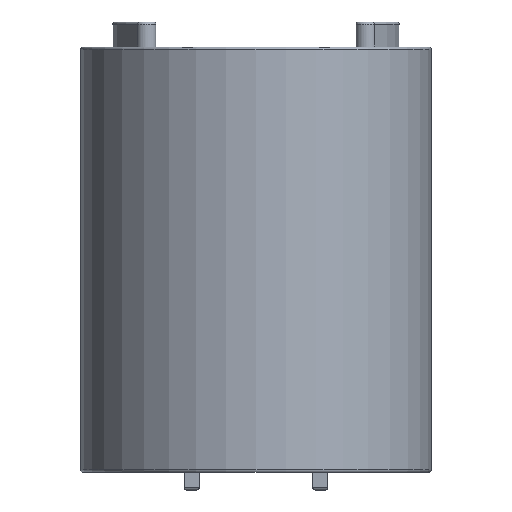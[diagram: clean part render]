
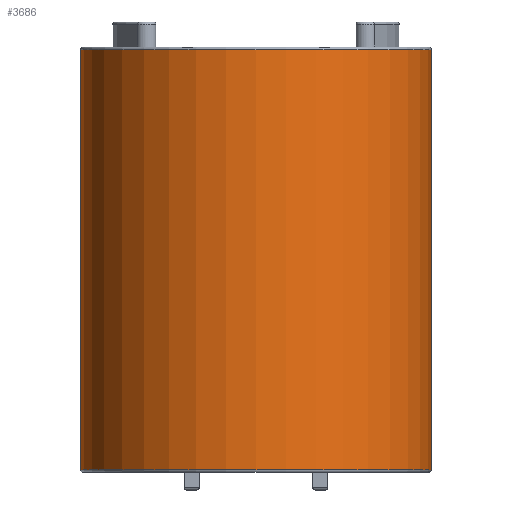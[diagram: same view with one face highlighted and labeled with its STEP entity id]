
A CAD part, front view. The second image highlights one B-rep face of the part: STEP entity #3686.
In plain terms, the highlighted cylindrical face has radius 14 mm (diameter 28 mm), a partial arc.
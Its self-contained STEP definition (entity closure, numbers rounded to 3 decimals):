
#66=B_SPLINE_CURVE_WITH_KNOTS('',3,(#5844,#5845,#5846,#5847,#5848,#5849),
 .UNSPECIFIED.,.F.,.F.,(4,1,1,4),(-0.792,-0.453,
-0.226,0.),.UNSPECIFIED.);
#68=B_SPLINE_CURVE_WITH_KNOTS('',3,(#5895,#5896,#5897,#5898,#5899,#5900),
 .UNSPECIFIED.,.F.,.F.,(4,1,1,4),(-0.792,-0.566,
-0.339,0.),.UNSPECIFIED.);
#71=B_SPLINE_CURVE_WITH_KNOTS('',3,(#5957,#5958,#5959,#5960,#5961,#5962),
 .UNSPECIFIED.,.F.,.F.,(4,1,1,4),(-0.792,-0.566,
-0.339,0.),.UNSPECIFIED.);
#73=B_SPLINE_CURVE_WITH_KNOTS('',3,(#6008,#6009,#6010,#6011,#6012,#6013),
 .UNSPECIFIED.,.F.,.F.,(4,1,1,4),(-0.792,-0.453,
-0.226,0.),.UNSPECIFIED.);
#148=CIRCLE('',#3994,14.);
#156=CIRCLE('',#4008,14.);
#159=CIRCLE('',#4016,14.);
#164=CIRCLE('',#4023,14.);
#172=CIRCLE('',#4035,14.);
#174=CIRCLE('',#4043,14.);
#459=FACE_OUTER_BOUND('',#692,.T.);
#692=EDGE_LOOP('',(#2796,#2797,#2798,#2799,#2800,#2801,#2802,#2803,#2804,
#2805,#2806,#2807,#2808,#2809,#2810,#2811));
#938=LINE('',#5716,#1252);
#942=LINE('',#5767,#1256);
#945=LINE('',#5783,#1259);
#950=LINE('',#5860,#1264);
#954=LINE('',#5973,#1268);
#956=LINE('',#6024,#1270);
#1252=VECTOR('',#4554,10.);
#1256=VECTOR('',#4590,10.);
#1259=VECTOR('',#4609,10.);
#1264=VECTOR('',#4634,10.);
#1268=VECTOR('',#4662,10.);
#1270=VECTOR('',#4674,10.);
#1583=VERTEX_POINT('',#5695);
#1585=VERTEX_POINT('',#5700);
#1589=VERTEX_POINT('',#5712);
#1592=VERTEX_POINT('',#5722);
#1595=VERTEX_POINT('',#5729);
#1596=VERTEX_POINT('',#5731);
#1604=VERTEX_POINT('',#5763);
#1607=VERTEX_POINT('',#5773);
#1609=VERTEX_POINT('',#5782);
#1613=VERTEX_POINT('',#5807);
#1615=VERTEX_POINT('',#5842);
#1617=VERTEX_POINT('',#5858);
#1619=VERTEX_POINT('',#5893);
#1624=VERTEX_POINT('',#5955);
#1626=VERTEX_POINT('',#5971);
#1628=VERTEX_POINT('',#6006);
#1954=EDGE_CURVE('',#1583,#1589,#938,.T.);
#1961=EDGE_CURVE('',#1595,#1596,#148,.T.);
#1971=EDGE_CURVE('',#1596,#1604,#942,.T.);
#1976=EDGE_CURVE('',#1604,#1607,#156,.T.);
#1979=EDGE_CURVE('',#1607,#1609,#945,.T.);
#1987=EDGE_CURVE('',#1613,#1592,#159,.T.);
#1990=EDGE_CURVE('',#1615,#1613,#66,.T.);
#1993=EDGE_CURVE('',#1617,#1615,#950,.T.);
#1996=EDGE_CURVE('',#1619,#1617,#68,.T.);
#1998=EDGE_CURVE('',#1609,#1619,#164,.T.);
#2007=EDGE_CURVE('',#1624,#1595,#71,.T.);
#2010=EDGE_CURVE('',#1626,#1624,#954,.T.);
#2013=EDGE_CURVE('',#1628,#1626,#73,.T.);
#2015=EDGE_CURVE('',#1589,#1628,#172,.T.);
#2017=EDGE_CURVE('',#1592,#1585,#956,.T.);
#2025=EDGE_CURVE('',#1585,#1583,#174,.T.);
#2796=ORIENTED_EDGE('',*,*,#1987,.F.);
#2797=ORIENTED_EDGE('',*,*,#1990,.F.);
#2798=ORIENTED_EDGE('',*,*,#1993,.F.);
#2799=ORIENTED_EDGE('',*,*,#1996,.F.);
#2800=ORIENTED_EDGE('',*,*,#1998,.F.);
#2801=ORIENTED_EDGE('',*,*,#1979,.F.);
#2802=ORIENTED_EDGE('',*,*,#1976,.F.);
#2803=ORIENTED_EDGE('',*,*,#1971,.F.);
#2804=ORIENTED_EDGE('',*,*,#1961,.F.);
#2805=ORIENTED_EDGE('',*,*,#2007,.F.);
#2806=ORIENTED_EDGE('',*,*,#2010,.F.);
#2807=ORIENTED_EDGE('',*,*,#2013,.F.);
#2808=ORIENTED_EDGE('',*,*,#2015,.F.);
#2809=ORIENTED_EDGE('',*,*,#1954,.F.);
#2810=ORIENTED_EDGE('',*,*,#2025,.F.);
#2811=ORIENTED_EDGE('',*,*,#2017,.F.);
#3550=CYLINDRICAL_SURFACE('',#4072,14.);
#3686=ADVANCED_FACE('',(#459),#3550,.T.);
#3994=AXIS2_PLACEMENT_3D('',#5732,#4570,#4571);
#4008=AXIS2_PLACEMENT_3D('',#5777,#4602,#4603);
#4016=AXIS2_PLACEMENT_3D('',#5809,#4624,#4625);
#4023=AXIS2_PLACEMENT_3D('',#5908,#4640,#4641);
#4035=AXIS2_PLACEMENT_3D('',#6021,#4668,#4669);
#4043=AXIS2_PLACEMENT_3D('',#6039,#4690,#4691);
#4072=AXIS2_PLACEMENT_3D('',#6153,#4801,#4802);
#4554=DIRECTION('',(0.,-1.,0.));
#4570=DIRECTION('center_axis',(0.,1.,0.));
#4571=DIRECTION('ref_axis',(-0.658,0.,0.753));
#4590=DIRECTION('',(0.,-1.,0.));
#4602=DIRECTION('center_axis',(0.,-1.,0.));
#4603=DIRECTION('ref_axis',(0.,0.,-1.));
#4609=DIRECTION('',(0.,1.,0.));
#4624=DIRECTION('center_axis',(0.,-1.,0.));
#4625=DIRECTION('ref_axis',(0.658,0.,0.753));
#4634=DIRECTION('',(0.,1.,0.));
#4640=DIRECTION('center_axis',(0.,1.,0.));
#4641=DIRECTION('ref_axis',(0.658,0.,0.753));
#4662=DIRECTION('',(0.,-1.,0.));
#4668=DIRECTION('center_axis',(0.,-1.,0.));
#4669=DIRECTION('ref_axis',(-0.658,0.,0.753));
#4674=DIRECTION('',(0.,1.,0.));
#4690=DIRECTION('center_axis',(0.,1.,0.));
#4691=DIRECTION('ref_axis',(0.,0.,-1.));
#4801=DIRECTION('center_axis',(0.,-1.,0.));
#4802=DIRECTION('ref_axis',(0.,0.,-1.));
#5695=CARTESIAN_POINT('',(-7.054,17.1,12.093));
#5700=CARTESIAN_POINT('',(7.054,17.1,12.093));
#5712=CARTESIAN_POINT('',(-7.054,12.,12.093));
#5716=CARTESIAN_POINT('',(-7.054,-0.7,12.093));
#5722=CARTESIAN_POINT('',(7.054,12.,12.093));
#5729=CARTESIAN_POINT('',(-11.029,-11.4,8.623));
#5731=CARTESIAN_POINT('',(-7.054,-11.4,12.093));
#5732=CARTESIAN_POINT('Origin',(0.,-11.4,0.));
#5763=CARTESIAN_POINT('',(-7.054,-16.5,12.093));
#5767=CARTESIAN_POINT('',(-7.054,-0.7,12.093));
#5773=CARTESIAN_POINT('',(7.054,-16.5,12.093));
#5777=CARTESIAN_POINT('Origin',(0.,-16.5,0.));
#5782=CARTESIAN_POINT('',(7.054,-11.4,12.093));
#5783=CARTESIAN_POINT('',(7.054,-0.7,12.093));
#5807=CARTESIAN_POINT('',(11.029,12.,8.623));
#5809=CARTESIAN_POINT('Origin',(0.,12.,0.));
#5842=CARTESIAN_POINT('',(13.459,7.3,3.855));
#5844=CARTESIAN_POINT('Ctrl Pts',(13.459,7.3,3.855));
#5845=CARTESIAN_POINT('Ctrl Pts',(13.459,8.432,3.855));
#5846=CARTESIAN_POINT('Ctrl Pts',(13.279,10.308,4.596));
#5847=CARTESIAN_POINT('Ctrl Pts',(12.347,11.774,6.73));
#5848=CARTESIAN_POINT('Ctrl Pts',(11.5,12.,8.02));
#5849=CARTESIAN_POINT('Ctrl Pts',(11.029,12.,8.623));
#5858=CARTESIAN_POINT('',(13.459,-6.7,3.855));
#5860=CARTESIAN_POINT('',(13.459,-0.7,3.855));
#5893=CARTESIAN_POINT('',(11.029,-11.4,8.623));
#5895=CARTESIAN_POINT('Ctrl Pts',(11.029,-11.4,8.623));
#5896=CARTESIAN_POINT('Ctrl Pts',(11.5,-11.4,8.02));
#5897=CARTESIAN_POINT('Ctrl Pts',(12.347,-11.174,6.73));
#5898=CARTESIAN_POINT('Ctrl Pts',(13.279,-9.708,4.596));
#5899=CARTESIAN_POINT('Ctrl Pts',(13.459,-7.832,3.855));
#5900=CARTESIAN_POINT('Ctrl Pts',(13.459,-6.7,3.855));
#5908=CARTESIAN_POINT('Origin',(0.,-11.4,0.));
#5955=CARTESIAN_POINT('',(-13.459,-6.7,3.855));
#5957=CARTESIAN_POINT('Ctrl Pts',(-13.459,-6.7,3.855));
#5958=CARTESIAN_POINT('Ctrl Pts',(-13.459,-7.454,3.855));
#5959=CARTESIAN_POINT('Ctrl Pts',(-13.359,-8.962,4.229));
#5960=CARTESIAN_POINT('Ctrl Pts',(-12.721,-10.95,6.02));
#5961=CARTESIAN_POINT('Ctrl Pts',(-11.736,-11.4,7.719));
#5962=CARTESIAN_POINT('Ctrl Pts',(-11.029,-11.4,8.623));
#5971=CARTESIAN_POINT('',(-13.459,7.3,3.855));
#5973=CARTESIAN_POINT('',(-13.459,-0.7,3.855));
#6006=CARTESIAN_POINT('',(-11.029,12.,8.623));
#6008=CARTESIAN_POINT('Ctrl Pts',(-11.029,12.,8.623));
#6009=CARTESIAN_POINT('Ctrl Pts',(-11.736,12.,7.719));
#6010=CARTESIAN_POINT('Ctrl Pts',(-12.72,11.55,6.02));
#6011=CARTESIAN_POINT('Ctrl Pts',(-13.359,9.562,4.229));
#6012=CARTESIAN_POINT('Ctrl Pts',(-13.459,8.054,3.855));
#6013=CARTESIAN_POINT('Ctrl Pts',(-13.459,7.3,3.855));
#6021=CARTESIAN_POINT('Origin',(0.,12.,0.));
#6024=CARTESIAN_POINT('',(7.054,-0.7,12.093));
#6039=CARTESIAN_POINT('Origin',(0.,17.1,0.));
#6153=CARTESIAN_POINT('Origin',(0.,-0.7,0.));
